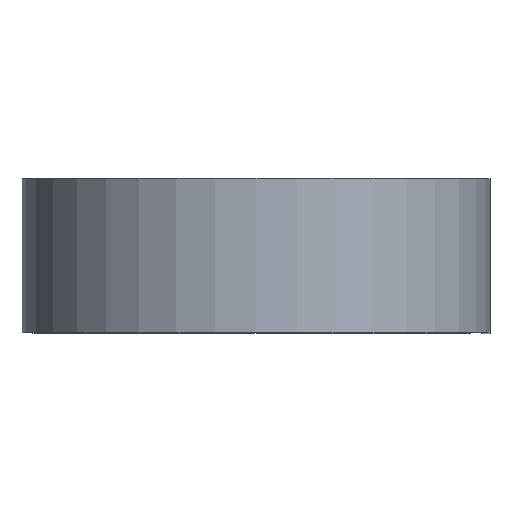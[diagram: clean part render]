
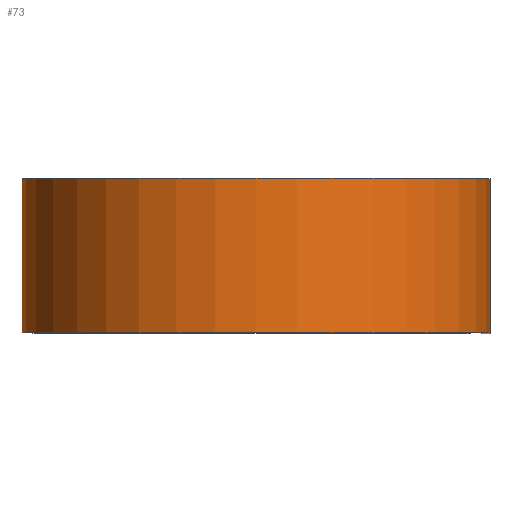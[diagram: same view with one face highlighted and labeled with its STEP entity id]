
A CAD part, top view. The second image highlights one B-rep face of the part: STEP entity #73.
In plain terms, the highlighted cylindrical face has radius 33.757 mm (diameter 67.513 mm), a partial arc.
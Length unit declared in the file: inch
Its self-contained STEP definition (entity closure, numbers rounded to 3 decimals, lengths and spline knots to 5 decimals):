
#10 = CARTESIAN_POINT ( 'NONE',  ( 0., 0.4375, -1.329 ) ) ;
#19 = AXIS2_PLACEMENT_3D ( 'NONE', #377, #65, #138 ) ;
#56 = EDGE_CURVE ( 'NONE', #557, #403, #232, .T. ) ;
#65 = DIRECTION ( 'NONE',  ( 0., 1., 0. ) ) ;
#70 = CARTESIAN_POINT ( 'NONE',  ( 0., 0.4375, -1.329 ) ) ;
#73 = ADVANCED_FACE ( 'NONE', ( #160 ), #178, .T. ) ;
#74 = ORIENTED_EDGE ( 'NONE', *, *, #56, .F. ) ;
#103 = DIRECTION ( 'NONE',  ( 0., -1., 0. ) ) ;
#138 = DIRECTION ( 'NONE',  ( 1., 0., 0. ) ) ;
#160 = FACE_OUTER_BOUND ( 'NONE', #251, .T. ) ;
#172 = CARTESIAN_POINT ( 'NONE',  ( 1.329, -0.4375, 0. ) ) ;
#178 = CYLINDRICAL_SURFACE ( 'NONE', #337, 1.329 ) ;
#186 = CARTESIAN_POINT ( 'NONE',  ( 0., 0.4375, 0. ) ) ;
#187 = DIRECTION ( 'NONE',  ( 0., 1., 0. ) ) ;
#189 = DIRECTION ( 'NONE',  ( 1., 0., 0. ) ) ;
#207 = VERTEX_POINT ( 'NONE', #10 ) ;
#212 = CARTESIAN_POINT ( 'NONE',  ( 0., 0.4375, 0. ) ) ;
#213 = CARTESIAN_POINT ( 'NONE',  ( 1.329, 0.4375, 0. ) ) ;
#220 = AXIS2_PLACEMENT_3D ( 'NONE', #186, #187, #189 ) ;
#232 = LINE ( 'NONE', #518, #267 ) ;
#239 = EDGE_CURVE ( 'NONE', #207, #487, #674, .T. ) ;
#251 = EDGE_LOOP ( 'NONE', ( #615, #74, #541, #719 ) ) ;
#257 = EDGE_CURVE ( 'NONE', #207, #557, #425, .T. ) ;
#267 = VECTOR ( 'NONE', #545, 39.37008 ) ;
#337 = AXIS2_PLACEMENT_3D ( 'NONE', #212, #356, #542 ) ;
#356 = DIRECTION ( 'NONE',  ( 0., -1., 0. ) ) ;
#377 = CARTESIAN_POINT ( 'NONE',  ( 0., -0.4375, 0. ) ) ;
#403 = VERTEX_POINT ( 'NONE', #172 ) ;
#422 = CARTESIAN_POINT ( 'NONE',  ( 0., -0.4375, -1.329 ) ) ;
#425 = CIRCLE ( 'NONE', #220, 1.329 ) ;
#450 = EDGE_CURVE ( 'NONE', #487, #403, #633, .T. ) ;
#487 = VERTEX_POINT ( 'NONE', #422 ) ;
#518 = CARTESIAN_POINT ( 'NONE',  ( 1.329, 0.4375, 0. ) ) ;
#541 = ORIENTED_EDGE ( 'NONE', *, *, #257, .F. ) ;
#542 = DIRECTION ( 'NONE',  ( 0., 0., -1. ) ) ;
#545 = DIRECTION ( 'NONE',  ( 0., -1., 0. ) ) ;
#557 = VERTEX_POINT ( 'NONE', #213 ) ;
#615 = ORIENTED_EDGE ( 'NONE', *, *, #450, .T. ) ;
#621 = VECTOR ( 'NONE', #103, 39.37008 ) ;
#633 = CIRCLE ( 'NONE', #19, 1.329 ) ;
#674 = LINE ( 'NONE', #70, #621 ) ;
#719 = ORIENTED_EDGE ( 'NONE', *, *, #239, .T. ) ;
